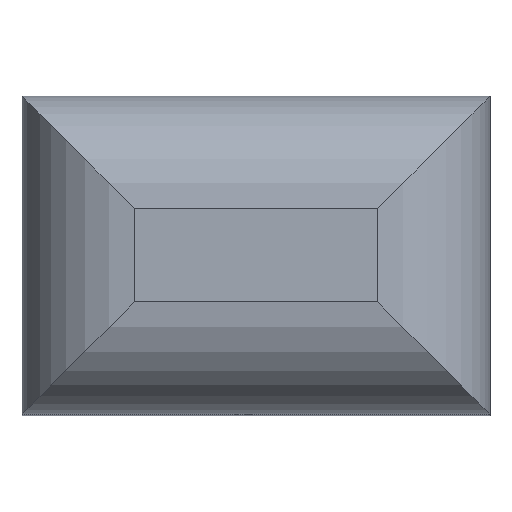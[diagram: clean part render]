
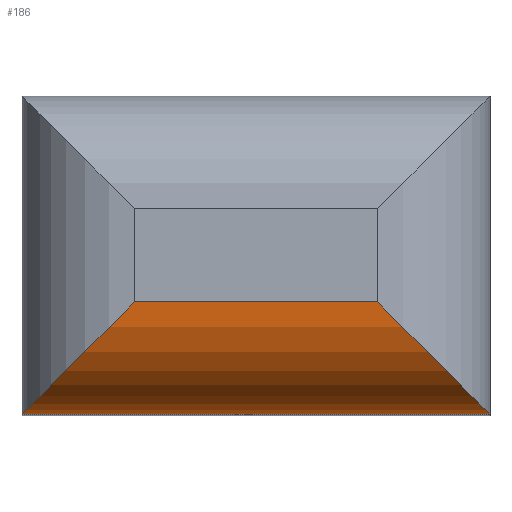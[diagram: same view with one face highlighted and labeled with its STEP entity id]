
A CAD part, top view. The second image highlights one B-rep face of the part: STEP entity #186.
In plain terms, the highlighted cylindrical face has radius 3 mm (diameter 6 mm), a partial arc.
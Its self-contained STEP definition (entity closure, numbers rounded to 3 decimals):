
#157=AXIS2_PLACEMENT_3D('Cylinder Axis2P3D',#154,#155,#156) ;
#41=CARTESIAN_POINT('Vertex',(3.,3.,37.5)) ;
#46=CARTESIAN_POINT('Line Origine',(6.25,3.,37.5)) ;
#50=CARTESIAN_POINT('Vertex',(9.5,3.,37.5)) ;
#130=CARTESIAN_POINT('Vertex',(0.,0.,34.5)) ;
#134=CARTESIAN_POINT('Control Point',(3.,3.,37.5)) ;
#135=CARTESIAN_POINT('Control Point',(2.629,2.629,37.5)) ;
#136=CARTESIAN_POINT('Control Point',(2.258,2.258,37.443)) ;
#137=CARTESIAN_POINT('Control Point',(1.894,1.894,37.329)) ;
#138=CARTESIAN_POINT('Control Point',(1.239,1.239,37.003)) ;
#139=CARTESIAN_POINT('Control Point',(0.671,0.671,36.444)) ;
#140=CARTESIAN_POINT('Control Point',(0.432,0.432,36.129)) ;
#141=CARTESIAN_POINT('Control Point',(0.169,0.169,35.612)) ;
#142=CARTESIAN_POINT('Control Point',(0.038,0.038,35.017)) ;
#143=CARTESIAN_POINT('Control Point',(0.013,0.013,34.847)) ;
#144=CARTESIAN_POINT('Control Point',(0.,0.,34.673)) ;
#145=CARTESIAN_POINT('Control Point',(0.,0.,34.5)) ;
#154=CARTESIAN_POINT('Axis2P3D Location',(6.25,3.,34.5)) ;
#159=CARTESIAN_POINT('Line Origine',(6.25,0.,34.5)) ;
#163=CARTESIAN_POINT('Vertex',(12.5,0.,34.5)) ;
#167=CARTESIAN_POINT('Control Point',(9.5,3.,37.5)) ;
#168=CARTESIAN_POINT('Control Point',(9.871,2.629,37.5)) ;
#169=CARTESIAN_POINT('Control Point',(10.242,2.258,37.443)) ;
#170=CARTESIAN_POINT('Control Point',(10.606,1.894,37.329)) ;
#171=CARTESIAN_POINT('Control Point',(11.261,1.239,37.003)) ;
#172=CARTESIAN_POINT('Control Point',(11.829,0.671,36.444)) ;
#173=CARTESIAN_POINT('Control Point',(12.068,0.432,36.129)) ;
#174=CARTESIAN_POINT('Control Point',(12.331,0.169,35.612)) ;
#175=CARTESIAN_POINT('Control Point',(12.462,0.038,35.017)) ;
#176=CARTESIAN_POINT('Control Point',(12.487,0.013,34.847)) ;
#177=CARTESIAN_POINT('Control Point',(12.5,0.,34.673)) ;
#178=CARTESIAN_POINT('Control Point',(12.5,0.,34.5)) ;
#47=DIRECTION('Vector Direction',(-1.,0.,0.)) ;
#155=DIRECTION('Axis2P3D Direction',(-1.,0.,0.)) ;
#156=DIRECTION('Axis2P3D XDirection',(-0.,-1.,0.)) ;
#160=DIRECTION('Vector Direction',(-1.,0.,0.)) ;
#48=VECTOR('Line Direction',#47,1.) ;
#161=VECTOR('Line Direction',#160,1.) ;
#181=ORIENTED_EDGE('',*,*,#146,.T.) ;
#182=ORIENTED_EDGE('',*,*,#165,.F.) ;
#183=ORIENTED_EDGE('',*,*,#179,.F.) ;
#184=ORIENTED_EDGE('',*,*,#52,.T.) ;
#186=ADVANCED_FACE('Koerper.2',(#185),#158,.T.) ;
#133=B_SPLINE_CURVE_WITH_KNOTS('',5,(#134,#135,#136,#137,#138,#139,#140,#141,#142,#143,#144,#145),.UNSPECIFIED.,.F.,.U.,(6,3,3,6),(0.,3.71,6.871,8.096),.UNSPECIFIED.) ;
#166=B_SPLINE_CURVE_WITH_KNOTS('',5,(#167,#168,#169,#170,#171,#172,#173,#174,#175,#176,#177,#178),.UNSPECIFIED.,.F.,.U.,(6,3,3,6),(0.,3.71,6.871,8.096),.UNSPECIFIED.) ;
#158=CYLINDRICAL_SURFACE('generated cylinder',#157,3.) ;
#52=EDGE_CURVE('',#51,#42,#49,.T.) ;
#146=EDGE_CURVE('',#42,#131,#133,.T.) ;
#165=EDGE_CURVE('',#164,#131,#162,.T.) ;
#179=EDGE_CURVE('',#51,#164,#166,.T.) ;
#180=EDGE_LOOP('',(#181,#182,#183,#184)) ;
#185=FACE_OUTER_BOUND('',#180,.T.) ;
#49=LINE('Line',#46,#48) ;
#162=LINE('Line',#159,#161) ;
#42=VERTEX_POINT('',#41) ;
#51=VERTEX_POINT('',#50) ;
#131=VERTEX_POINT('',#130) ;
#164=VERTEX_POINT('',#163) ;
